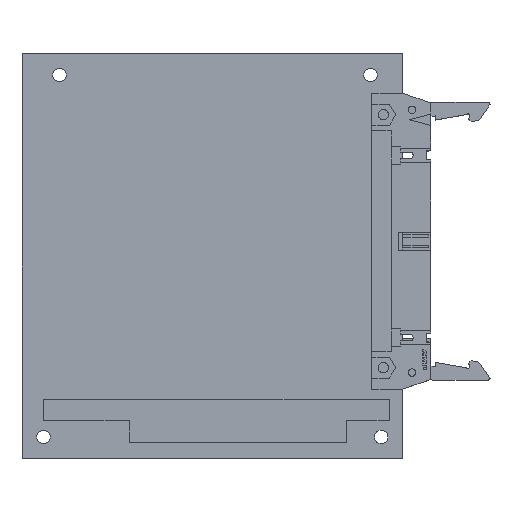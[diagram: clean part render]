
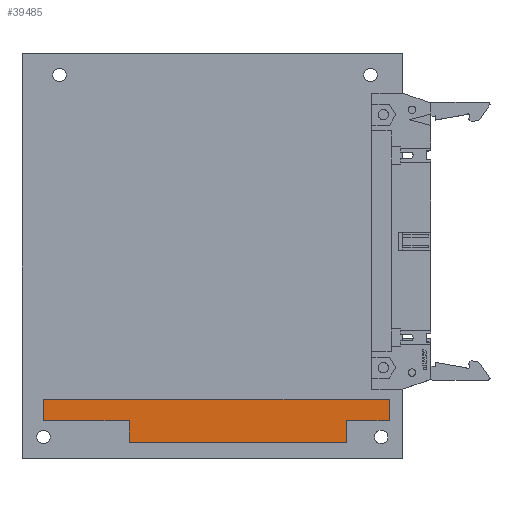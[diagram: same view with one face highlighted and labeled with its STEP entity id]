
A CAD part, top view. The second image highlights one B-rep face of the part: STEP entity #39485.
In plain terms, the highlighted face is planar.
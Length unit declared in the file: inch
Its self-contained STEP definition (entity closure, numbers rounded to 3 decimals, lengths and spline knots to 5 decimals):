
#3808 = AXIS2_PLACEMENT_3D ( 'NONE', #5325, #5330, #5331 ) ;
#4871 = ORIENTED_EDGE ( 'NONE', *, *, #54165, .T. ) ;
#4889 = ORIENTED_EDGE ( 'NONE', *, *, #40676, .T. ) ;
#4971 = ORIENTED_EDGE ( 'NONE', *, *, #54162, .T. ) ;
#5098 = ORIENTED_EDGE ( 'NONE', *, *, #54164, .T. ) ;
#5142 = ORIENTED_EDGE ( 'NONE', *, *, #54173, .T. ) ;
#5219 = ORIENTED_EDGE ( 'NONE', *, *, #54160, .T. ) ;
#5225 = ORIENTED_EDGE ( 'NONE', *, *, #40590, .T. ) ;
#5254 = ORIENTED_EDGE ( 'NONE', *, *, #40639, .T. ) ;
#5324 = PLANE ( 'NONE',  #3808 ) ;
#5325 = CARTESIAN_POINT ( 'NONE',  ( -0.05, 0.45, -0.15 ) ) ;
#5330 = DIRECTION ( 'NONE',  ( 0., 1., 0. ) ) ;
#5331 = DIRECTION ( 'NONE',  ( 0., 0., 1. ) ) ;
#5748 = FACE_OUTER_BOUND ( 'NONE', #10422, .T. ) ;
#10422 = EDGE_LOOP ( 'NONE', ( #5225, #4889, #5254, #5098, #4971, #4871, #5219, #5142 ) ) ;
#13533 = LINE ( 'NONE', #13855, #13539 ) ;
#13539 = VECTOR ( 'NONE', #13859, 39.37008 ) ;
#13855 = CARTESIAN_POINT ( 'NONE',  ( 3.175, 0.45, -0.15 ) ) ;
#13859 = DIRECTION ( 'NONE',  ( -1., 0., 0. ) ) ;
#13952 = CARTESIAN_POINT ( 'NONE',  ( -0.05, 0.45, 0.05 ) ) ;
#13957 = DIRECTION ( 'NONE',  ( 1., 0., 0. ) ) ;
#14026 = CARTESIAN_POINT ( 'NONE',  ( -0.05, 0.45, -0.15 ) ) ;
#14031 = DIRECTION ( 'NONE',  ( 0., 0., 1. ) ) ;
#14593 = LINE ( 'NONE', #13952, #14598 ) ;
#14598 = VECTOR ( 'NONE', #13957, 39.37008 ) ;
#14667 = LINE ( 'NONE', #14026, #14672 ) ;
#14672 = VECTOR ( 'NONE', #14031, 39.37008 ) ;
#35392 = CARTESIAN_POINT ( 'NONE',  ( 2.775, 0.45, 0.05 ) ) ;
#35393 = DIRECTION ( 'NONE',  ( 1., 0., 0. ) ) ;
#35396 = CARTESIAN_POINT ( 'NONE',  ( 0.75, 0.45, 0.25 ) ) ;
#35397 = DIRECTION ( 'NONE',  ( 1., 0., 0. ) ) ;
#35400 = CARTESIAN_POINT ( 'NONE',  ( 0.75, 0.45, 0.05 ) ) ;
#35401 = DIRECTION ( 'NONE',  ( 0., 0., 1. ) ) ;
#35402 = CARTESIAN_POINT ( 'NONE',  ( 2.775, 0.45, 0.25 ) ) ;
#35403 = DIRECTION ( 'NONE',  ( 0., 0., -1. ) ) ;
#35410 = CARTESIAN_POINT ( 'NONE',  ( 3.175, 0.45, 0.05 ) ) ;
#35411 = DIRECTION ( 'NONE',  ( 0., 0., -1. ) ) ;
#35478 = LINE ( 'NONE', #35392, #35481 ) ;
#35481 = VECTOR ( 'NONE', #35393, 39.37008 ) ;
#35482 = LINE ( 'NONE', #35396, #35485 ) ;
#35485 = VECTOR ( 'NONE', #35397, 39.37008 ) ;
#35486 = LINE ( 'NONE', #35400, #35489 ) ;
#35488 = LINE ( 'NONE', #35402, #35491 ) ;
#35489 = VECTOR ( 'NONE', #35401, 39.37008 ) ;
#35491 = VECTOR ( 'NONE', #35403, 39.37008 ) ;
#35496 = LINE ( 'NONE', #35410, #35499 ) ;
#35499 = VECTOR ( 'NONE', #35411, 39.37008 ) ;
#35696 = CARTESIAN_POINT ( 'NONE',  ( 3.175, 0.45, 0.05 ) ) ;
#35698 = CARTESIAN_POINT ( 'NONE',  ( 2.775, 0.45, 0.05 ) ) ;
#35700 = CARTESIAN_POINT ( 'NONE',  ( 2.775, 0.45, 0.25 ) ) ;
#35702 = CARTESIAN_POINT ( 'NONE',  ( 0.75, 0.45, 0.25 ) ) ;
#35725 = CARTESIAN_POINT ( 'NONE',  ( 0.75, 0.45, 0.05 ) ) ;
#35814 = CARTESIAN_POINT ( 'NONE',  ( -0.05, 0.45, 0.05 ) ) ;
#35856 = CARTESIAN_POINT ( 'NONE',  ( -0.05, 0.45, -0.15 ) ) ;
#36102 = CARTESIAN_POINT ( 'NONE',  ( 3.175, 0.45, -0.15 ) ) ;
#39485 = ADVANCED_FACE ( 'NONE', ( #5748 ), #5324, .T. ) ;
#40590 = EDGE_CURVE ( 'NONE', #55975, #55506, #13533, .T. ) ;
#40639 = EDGE_CURVE ( 'NONE', #55464, #55375, #14593, .T. ) ;
#40676 = EDGE_CURVE ( 'NONE', #55506, #55464, #14667, .T. ) ;
#54160 = EDGE_CURVE ( 'NONE', #55348, #55346, #35478, .T. ) ;
#54162 = EDGE_CURVE ( 'NONE', #55352, #55350, #35482, .T. ) ;
#54164 = EDGE_CURVE ( 'NONE', #55375, #55352, #35486, .T. ) ;
#54165 = EDGE_CURVE ( 'NONE', #55350, #55348, #35488, .T. ) ;
#54173 = EDGE_CURVE ( 'NONE', #55346, #55975, #35496, .T. ) ;
#55346 = VERTEX_POINT ( 'NONE', #35696 ) ;
#55348 = VERTEX_POINT ( 'NONE', #35698 ) ;
#55350 = VERTEX_POINT ( 'NONE', #35700 ) ;
#55352 = VERTEX_POINT ( 'NONE', #35702 ) ;
#55375 = VERTEX_POINT ( 'NONE', #35725 ) ;
#55464 = VERTEX_POINT ( 'NONE', #35814 ) ;
#55506 = VERTEX_POINT ( 'NONE', #35856 ) ;
#55975 = VERTEX_POINT ( 'NONE', #36102 ) ;
